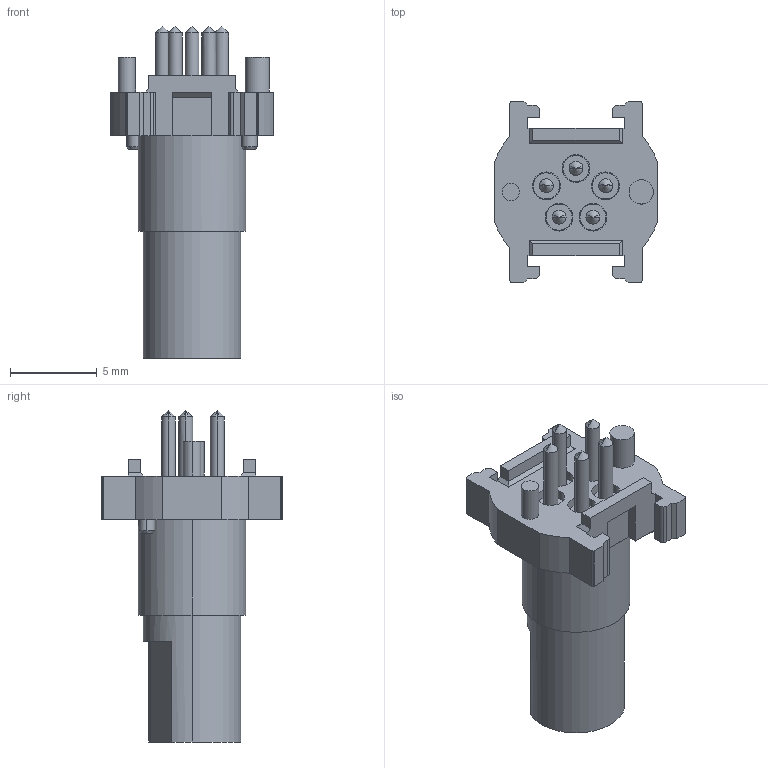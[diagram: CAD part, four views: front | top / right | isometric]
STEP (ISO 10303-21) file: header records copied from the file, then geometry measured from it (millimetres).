
FILE_DESCRIPTION(('CATIA V5R24 STEP','CAx-IF Rec.Pracs.--- Model Styling and Organization---1.2---2011-12-15'),'2;1');
FILE_NAME ('D1461933_0', '2017-05-02T13:10:05+00:00', ('Weidmueller Interface'), ('Weidmueller'), 'CATIA Version 5-6 Release 2014 SP4 HF52', 'CATIA V5 STEP AP214', 'none');
FILE_SCHEMA(('AUTOMOTIVE_DESIGN { 1 0 10303 214 1 1 1 1 }'));
Length unit declared in the file: millimetre
Products named in the file (1): 2424000000
Bounding box: 9.4 x 10.4 x 19.1 mm (x, y, z)
Volume: 523 mm3; surface area: 1167.3 mm2
Topology: 6 solids, 11 shells, 223 faces, 533 edges, 342 vertices
Faces by surface type: cylinder 103, plane 96, cone 24
Entity records: 6801 total; most frequent: CARTESIAN_POINT 1820, ORIENTED_EDGE 1046, DIRECTION 869, EDGE_CURVE 523, AXIS2_PLACEMENT_3D 366, VERTEX_POINT 342, VECTOR 299, LINE 299
